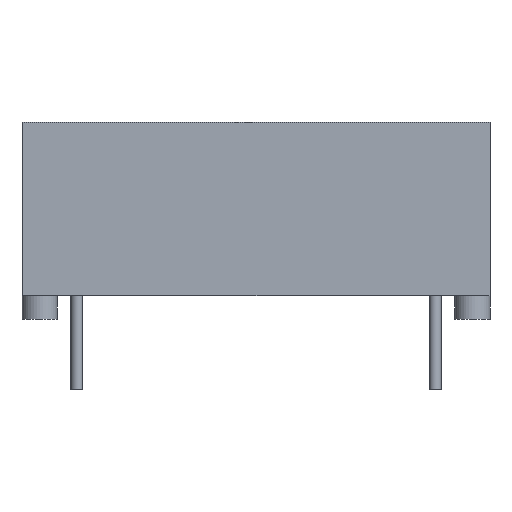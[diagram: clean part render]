
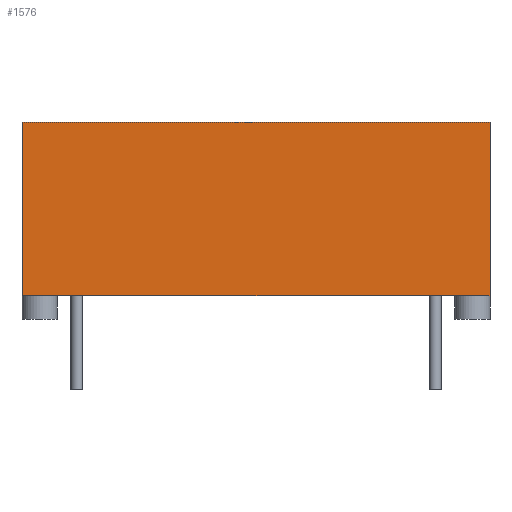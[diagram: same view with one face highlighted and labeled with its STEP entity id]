
A CAD part, front view. The second image highlights one B-rep face of the part: STEP entity #1576.
In plain terms, the highlighted planar face has unit normal (0, -1, 0).
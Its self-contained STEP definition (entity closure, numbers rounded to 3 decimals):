
#31 = CARTESIAN_POINT ( 'NONE',  ( 9.95, -13.845, 1. ) ) ;
#59 = CARTESIAN_POINT ( 'NONE',  ( -9.95, -13.845, 1. ) ) ;
#125 = LINE ( 'NONE', #435, #2444 ) ;
#372 = VERTEX_POINT ( 'NONE', #2503 ) ;
#435 = CARTESIAN_POINT ( 'NONE',  ( -9.95, -13.845, 1. ) ) ;
#492 = AXIS2_PLACEMENT_3D ( 'NONE', #3704, #3787, #3859 ) ;
#557 = LINE ( 'NONE', #2234, #2057 ) ;
#681 = VERTEX_POINT ( 'NONE', #1406 ) ;
#700 = DIRECTION ( 'NONE',  ( 0., 0., -1. ) ) ;
#713 = ORIENTED_EDGE ( 'NONE', *, *, #842, .T. ) ;
#842 = EDGE_CURVE ( 'NONE', #1294, #2640, #1412, .T. ) ;
#1037 = EDGE_CURVE ( 'NONE', #681, #1396, #557, .T. ) ;
#1043 = DIRECTION ( 'NONE',  ( 1., 0., 0. ) ) ;
#1191 = ORIENTED_EDGE ( 'NONE', *, *, #2566, .F. ) ;
#1238 = EDGE_CURVE ( 'NONE', #1572, #681, #125, .T. ) ;
#1294 = VERTEX_POINT ( 'NONE', #3656 ) ;
#1350 = VECTOR ( 'NONE', #2998, 1000. ) ;
#1383 = CARTESIAN_POINT ( 'NONE',  ( 9.95, -13.845, 8.38 ) ) ;
#1396 = VERTEX_POINT ( 'NONE', #31 ) ;
#1406 = CARTESIAN_POINT ( 'NONE',  ( 9.2, -13.845, 1. ) ) ;
#1412 = LINE ( 'NONE', #2173, #2887 ) ;
#1572 = VERTEX_POINT ( 'NONE', #3751 ) ;
#1576 = ADVANCED_FACE ( 'NONE', ( #2520 ), #3359, .F. ) ;
#1607 = VECTOR ( 'NONE', #3441, 1000. ) ;
#1618 = ORIENTED_EDGE ( 'NONE', *, *, #1037, .T. ) ;
#1776 = LINE ( 'NONE', #1383, #1607 ) ;
#2057 = VECTOR ( 'NONE', #2186, 1000. ) ;
#2173 = CARTESIAN_POINT ( 'NONE',  ( -9.95, -13.845, 8.38 ) ) ;
#2186 = DIRECTION ( 'NONE',  ( 1., 0., 0. ) ) ;
#2197 = EDGE_CURVE ( 'NONE', #2640, #1572, #3099, .T. ) ;
#2230 = ORIENTED_EDGE ( 'NONE', *, *, #3742, .F. ) ;
#2234 = CARTESIAN_POINT ( 'NONE',  ( -9.95, -13.845, 1. ) ) ;
#2307 = VECTOR ( 'NONE', #3296, 1000. ) ;
#2444 = VECTOR ( 'NONE', #1043, 1000. ) ;
#2503 = CARTESIAN_POINT ( 'NONE',  ( 9.95, -13.845, 8.38 ) ) ;
#2520 = FACE_OUTER_BOUND ( 'NONE', #3082, .T. ) ;
#2566 = EDGE_CURVE ( 'NONE', #1294, #372, #3705, .T. ) ;
#2640 = VERTEX_POINT ( 'NONE', #59 ) ;
#2645 = ORIENTED_EDGE ( 'NONE', *, *, #2197, .T. ) ;
#2704 = CARTESIAN_POINT ( 'NONE',  ( -9.95, -13.845, 8.38 ) ) ;
#2887 = VECTOR ( 'NONE', #700, 1000. ) ;
#2998 = DIRECTION ( 'NONE',  ( 1., 0., 0. ) ) ;
#3082 = EDGE_LOOP ( 'NONE', ( #2645, #3723, #1618, #2230, #1191, #713 ) ) ;
#3099 = LINE ( 'NONE', #3175, #2307 ) ;
#3175 = CARTESIAN_POINT ( 'NONE',  ( -9.95, -13.845, 1. ) ) ;
#3296 = DIRECTION ( 'NONE',  ( 1., 0., 0. ) ) ;
#3359 = PLANE ( 'NONE',  #492 ) ;
#3441 = DIRECTION ( 'NONE',  ( 0., 0., -1. ) ) ;
#3656 = CARTESIAN_POINT ( 'NONE',  ( -9.95, -13.845, 8.38 ) ) ;
#3704 = CARTESIAN_POINT ( 'NONE',  ( -9.95, -13.845, 8.38 ) ) ;
#3705 = LINE ( 'NONE', #2704, #1350 ) ;
#3723 = ORIENTED_EDGE ( 'NONE', *, *, #1238, .T. ) ;
#3742 = EDGE_CURVE ( 'NONE', #372, #1396, #1776, .T. ) ;
#3751 = CARTESIAN_POINT ( 'NONE',  ( -9.2, -13.845, 1. ) ) ;
#3787 = DIRECTION ( 'NONE',  ( 0., 1., 0. ) ) ;
#3859 = DIRECTION ( 'NONE',  ( 0., 0., 1. ) ) ;
